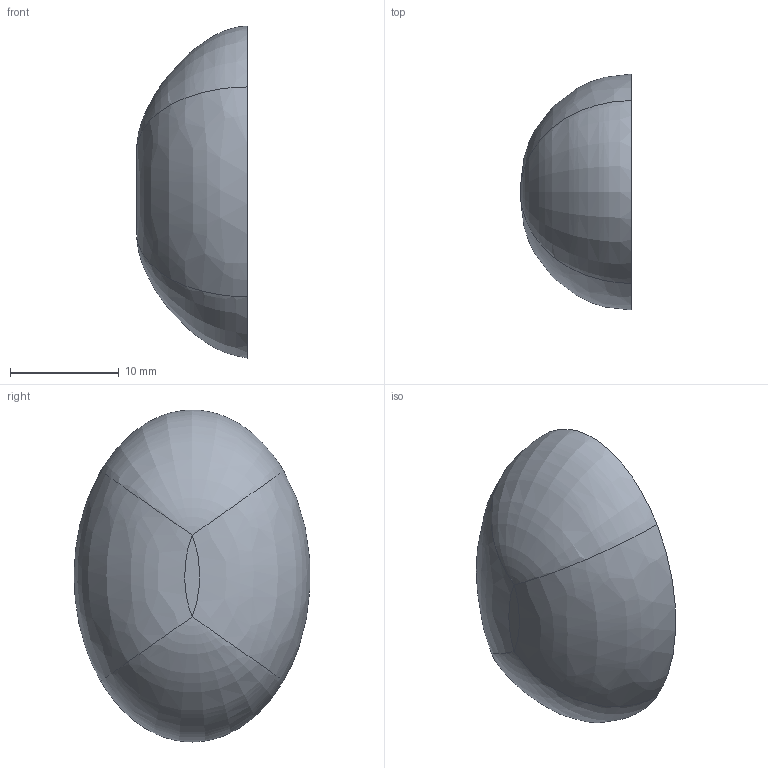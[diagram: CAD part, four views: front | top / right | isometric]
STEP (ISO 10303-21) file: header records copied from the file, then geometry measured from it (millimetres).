
FILE_DESCRIPTION(/* description */ (''),/* implementation_level */ '2;1');
FILE_NAME(/* name */ 'Grip.step',/* time_stamp */ '2024-03-04T11:42:02-07:00',/* author */ (''),/* organization */ (''),/* preprocessor_version */ 'ST-DEVELOPER v20',/* originating_system */ 'Autodesk Translation Framework v12.20.1.177',/* authorisation */ '');
FILE_SCHEMA (('AUTOMOTIVE_DESIGN { 1 0 10303 214 3 1 1 }'));
Length unit declared in the file: inch
Products named in the file (1): Grip
Bounding box: 10.16 x 21.66 x 30.48 mm (x, y, z)
Volume: 3635.2 mm3; surface area: 1446.4 mm2
Topology: 1 solids, 1 shells, 6 faces, 12 edges, 6 vertices
Faces by surface type: bspline 4, plane 2
Entity records: 2156 total; most frequent: CARTESIAN_POINT 2040, ORIENTED_EDGE 20, B_SPLINE_CURVE_WITH_KNOTS 10, EDGE_CURVE 10, FACE_OUTER_BOUND 6, EDGE_LOOP 6, VERTEX_POINT 6, ADVANCED_FACE 6
